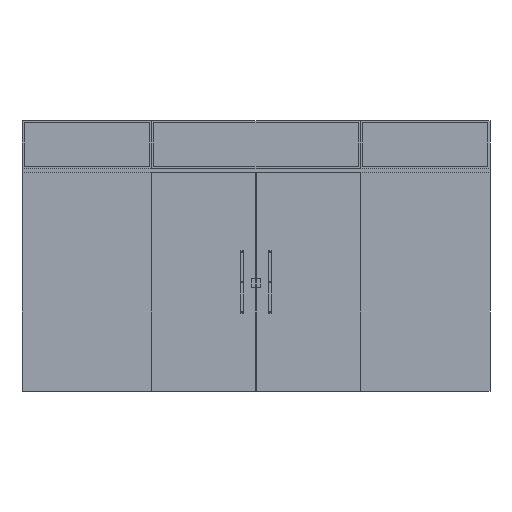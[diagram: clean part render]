
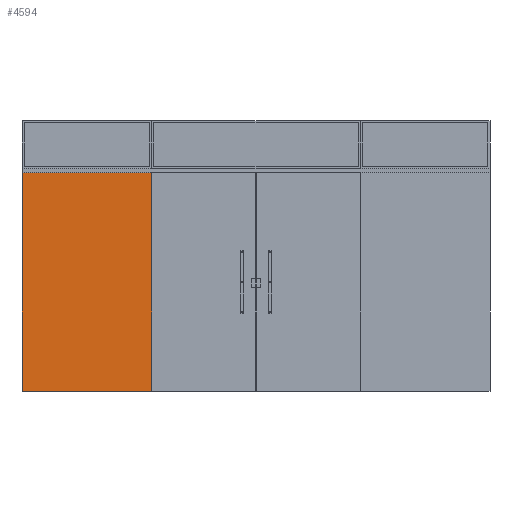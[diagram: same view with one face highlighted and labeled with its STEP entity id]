
A CAD part, front view. The second image highlights one B-rep face of the part: STEP entity #4594.
In plain terms, the highlighted planar face has unit normal (0, -1, 0).
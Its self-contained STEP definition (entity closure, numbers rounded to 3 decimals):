
#4285 = VERTEX_POINT('',#4286);
#4286 = CARTESIAN_POINT('',(2.,10.,2100.));
#4295 = PLANE('',#4296);
#4296 = AXIS2_PLACEMENT_3D('',#4297,#4298,#4299);
#4297 = CARTESIAN_POINT('',(2.,10.,2100.));
#4298 = DIRECTION('',(0.,0.,-1.));
#4299 = DIRECTION('',(1.,0.,0.));
#4307 = PLANE('',#4308);
#4308 = AXIS2_PLACEMENT_3D('',#4309,#4310,#4311);
#4309 = CARTESIAN_POINT('',(2.,10.,0.));
#4310 = DIRECTION('',(1.,0.,0.));
#4311 = DIRECTION('',(0.,0.,1.));
#4348 = VERTEX_POINT('',#4349);
#4349 = CARTESIAN_POINT('',(1249.,10.,2100.));
#4363 = PLANE('',#4364);
#4364 = AXIS2_PLACEMENT_3D('',#4365,#4366,#4367);
#4365 = CARTESIAN_POINT('',(1249.,10.,2100.));
#4366 = DIRECTION('',(-1.,0.,0.));
#4367 = DIRECTION('',(0.,0.,-1.));
#4375 = EDGE_CURVE('',#4285,#4348,#4376,.T.);
#4376 = SURFACE_CURVE('',#4377,(#4381,#4388),.PCURVE_S1.);
#4377 = LINE('',#4378,#4379);
#4378 = CARTESIAN_POINT('',(2.,10.,2100.));
#4379 = VECTOR('',#4380,1.);
#4380 = DIRECTION('',(1.,0.,0.));
#4381 = PCURVE('',#4295,#4382);
#4382 = DEFINITIONAL_REPRESENTATION('',(#4383),#4387);
#4383 = LINE('',#4384,#4385);
#4384 = CARTESIAN_POINT('',(0.,0.));
#4385 = VECTOR('',#4386,1.);
#4386 = DIRECTION('',(1.,0.));
#4387 = ( GEOMETRIC_REPRESENTATION_CONTEXT(2) 
PARAMETRIC_REPRESENTATION_CONTEXT() REPRESENTATION_CONTEXT('2D SPACE',''
  ) );
#4388 = PCURVE('',#4389,#4394);
#4389 = PLANE('',#4390);
#4390 = AXIS2_PLACEMENT_3D('',#4391,#4392,#4393);
#4391 = CARTESIAN_POINT('',(2.,10.,2100.));
#4392 = DIRECTION('',(0.,-1.,0.));
#4393 = DIRECTION('',(0.,0.,-1.));
#4394 = DEFINITIONAL_REPRESENTATION('',(#4395),#4399);
#4395 = LINE('',#4396,#4397);
#4396 = CARTESIAN_POINT('',(0.,0.));
#4397 = VECTOR('',#4398,1.);
#4398 = DIRECTION('',(0.,1.));
#4399 = ( GEOMETRIC_REPRESENTATION_CONTEXT(2) 
PARAMETRIC_REPRESENTATION_CONTEXT() REPRESENTATION_CONTEXT('2D SPACE',''
  ) );
#4429 = VERTEX_POINT('',#4430);
#4430 = CARTESIAN_POINT('',(1249.,10.,0.));
#4444 = PLANE('',#4445);
#4445 = AXIS2_PLACEMENT_3D('',#4446,#4447,#4448);
#4446 = CARTESIAN_POINT('',(1249.,10.,0.));
#4447 = DIRECTION('',(0.,0.,1.));
#4448 = DIRECTION('',(-1.,0.,0.));
#4456 = EDGE_CURVE('',#4348,#4429,#4457,.T.);
#4457 = SURFACE_CURVE('',#4458,(#4462,#4469),.PCURVE_S1.);
#4458 = LINE('',#4459,#4460);
#4459 = CARTESIAN_POINT('',(1249.,10.,2100.));
#4460 = VECTOR('',#4461,1.);
#4461 = DIRECTION('',(0.,0.,-1.));
#4462 = PCURVE('',#4363,#4463);
#4463 = DEFINITIONAL_REPRESENTATION('',(#4464),#4468);
#4464 = LINE('',#4465,#4466);
#4465 = CARTESIAN_POINT('',(0.,0.));
#4466 = VECTOR('',#4467,1.);
#4467 = DIRECTION('',(1.,0.));
#4468 = ( GEOMETRIC_REPRESENTATION_CONTEXT(2) 
PARAMETRIC_REPRESENTATION_CONTEXT() REPRESENTATION_CONTEXT('2D SPACE',''
  ) );
#4469 = PCURVE('',#4389,#4470);
#4470 = DEFINITIONAL_REPRESENTATION('',(#4471),#4475);
#4471 = LINE('',#4472,#4473);
#4472 = CARTESIAN_POINT('',(0.,1247.));
#4473 = VECTOR('',#4474,1.);
#4474 = DIRECTION('',(1.,0.));
#4475 = ( GEOMETRIC_REPRESENTATION_CONTEXT(2) 
PARAMETRIC_REPRESENTATION_CONTEXT() REPRESENTATION_CONTEXT('2D SPACE',''
  ) );
#4505 = VERTEX_POINT('',#4506);
#4506 = CARTESIAN_POINT('',(2.,10.,0.));
#4527 = EDGE_CURVE('',#4429,#4505,#4528,.T.);
#4528 = SURFACE_CURVE('',#4529,(#4533,#4540),.PCURVE_S1.);
#4529 = LINE('',#4530,#4531);
#4530 = CARTESIAN_POINT('',(1249.,10.,0.));
#4531 = VECTOR('',#4532,1.);
#4532 = DIRECTION('',(-1.,0.,0.));
#4533 = PCURVE('',#4444,#4534);
#4534 = DEFINITIONAL_REPRESENTATION('',(#4535),#4539);
#4535 = LINE('',#4536,#4537);
#4536 = CARTESIAN_POINT('',(0.,0.));
#4537 = VECTOR('',#4538,1.);
#4538 = DIRECTION('',(1.,0.));
#4539 = ( GEOMETRIC_REPRESENTATION_CONTEXT(2) 
PARAMETRIC_REPRESENTATION_CONTEXT() REPRESENTATION_CONTEXT('2D SPACE',''
  ) );
#4540 = PCURVE('',#4389,#4541);
#4541 = DEFINITIONAL_REPRESENTATION('',(#4542),#4546);
#4542 = LINE('',#4543,#4544);
#4543 = CARTESIAN_POINT('',(2100.,1247.));
#4544 = VECTOR('',#4545,1.);
#4545 = DIRECTION('',(0.,-1.));
#4546 = ( GEOMETRIC_REPRESENTATION_CONTEXT(2) 
PARAMETRIC_REPRESENTATION_CONTEXT() REPRESENTATION_CONTEXT('2D SPACE',''
  ) );
#4574 = EDGE_CURVE('',#4505,#4285,#4575,.T.);
#4575 = SURFACE_CURVE('',#4576,(#4580,#4587),.PCURVE_S1.);
#4576 = LINE('',#4577,#4578);
#4577 = CARTESIAN_POINT('',(2.,10.,0.));
#4578 = VECTOR('',#4579,1.);
#4579 = DIRECTION('',(0.,0.,1.));
#4580 = PCURVE('',#4307,#4581);
#4581 = DEFINITIONAL_REPRESENTATION('',(#4582),#4586);
#4582 = LINE('',#4583,#4584);
#4583 = CARTESIAN_POINT('',(0.,0.));
#4584 = VECTOR('',#4585,1.);
#4585 = DIRECTION('',(1.,0.));
#4586 = ( GEOMETRIC_REPRESENTATION_CONTEXT(2) 
PARAMETRIC_REPRESENTATION_CONTEXT() REPRESENTATION_CONTEXT('2D SPACE',''
  ) );
#4587 = PCURVE('',#4389,#4588);
#4588 = DEFINITIONAL_REPRESENTATION('',(#4589),#4593);
#4589 = LINE('',#4590,#4591);
#4590 = CARTESIAN_POINT('',(2100.,0.));
#4591 = VECTOR('',#4592,1.);
#4592 = DIRECTION('',(-1.,0.));
#4593 = ( GEOMETRIC_REPRESENTATION_CONTEXT(2) 
PARAMETRIC_REPRESENTATION_CONTEXT() REPRESENTATION_CONTEXT('2D SPACE',''
  ) );
#4594 = ADVANCED_FACE('',(#4595),#4389,.T.);
#4595 = FACE_BOUND('',#4596,.F.);
#4596 = EDGE_LOOP('',(#4597,#4598,#4599,#4600));
#4597 = ORIENTED_EDGE('',*,*,#4375,.T.);
#4598 = ORIENTED_EDGE('',*,*,#4456,.T.);
#4599 = ORIENTED_EDGE('',*,*,#4527,.T.);
#4600 = ORIENTED_EDGE('',*,*,#4574,.T.);
